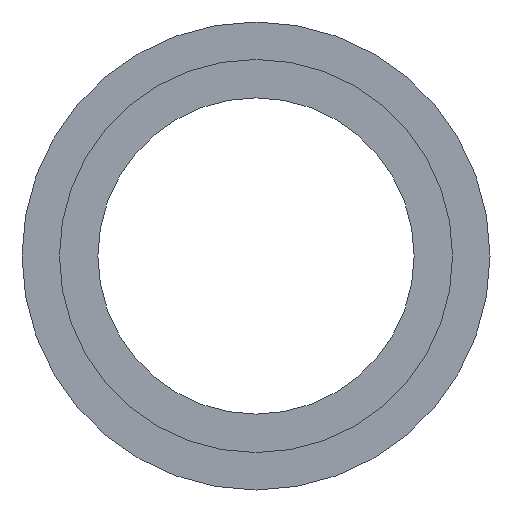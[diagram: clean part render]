
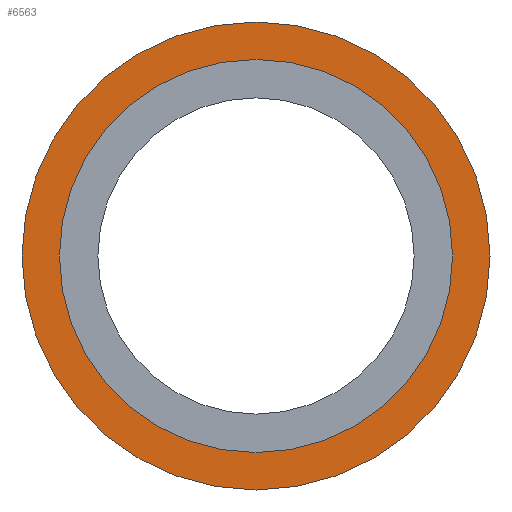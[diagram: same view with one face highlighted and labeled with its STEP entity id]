
A CAD part, left-side view. The second image highlights one B-rep face of the part: STEP entity #6563.
In plain terms, the highlighted planar face has unit normal (-1, 0, 0).
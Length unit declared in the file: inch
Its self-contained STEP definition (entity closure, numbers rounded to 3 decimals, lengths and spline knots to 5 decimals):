
#105=FACE_BOUND('',#1887,.T.);
#268=PLANE('',#7057);
#1473=FACE_OUTER_BOUND('',#1886,.T.);
#1886=EDGE_LOOP('',(#6127));
#1887=EDGE_LOOP('',(#6128));
#2090=CIRCLE('',#7029,2.22);
#2106=CIRCLE('',#7056,1.865);
#3148=VERTEX_POINT('',#14639);
#3161=VERTEX_POINT('',#14685);
#4128=EDGE_CURVE('',#3148,#3148,#2090,.T.);
#4150=EDGE_CURVE('',#3161,#3161,#2106,.T.);
#6127=ORIENTED_EDGE('',*,*,#4128,.F.);
#6128=ORIENTED_EDGE('',*,*,#4150,.T.);
#6563=ADVANCED_FACE('',(#1473,#105),#268,.T.);
#7029=AXIS2_PLACEMENT_3D('',#14641,#8280,#8281);
#7056=AXIS2_PLACEMENT_3D('',#14687,#8340,#8341);
#7057=AXIS2_PLACEMENT_3D('',#14688,#8342,#8343);
#8280=DIRECTION('center_axis',(1.,0.,0.));
#8281=DIRECTION('ref_axis',(0.,1.,0.));
#8340=DIRECTION('center_axis',(1.,0.,0.));
#8341=DIRECTION('ref_axis',(0.,1.,0.));
#8342=DIRECTION('center_axis',(-1.,0.,0.));
#8343=DIRECTION('ref_axis',(0.,0.,1.));
#14639=CARTESIAN_POINT('',(-0.98425,-2.22,0.));
#14641=CARTESIAN_POINT('Origin',(-0.98425,0.,0.));
#14685=CARTESIAN_POINT('',(-0.98425,-1.865,0.));
#14687=CARTESIAN_POINT('Origin',(-0.98425,0.,0.));
#14688=CARTESIAN_POINT('Origin',(-0.98425,2.0425,0.));
